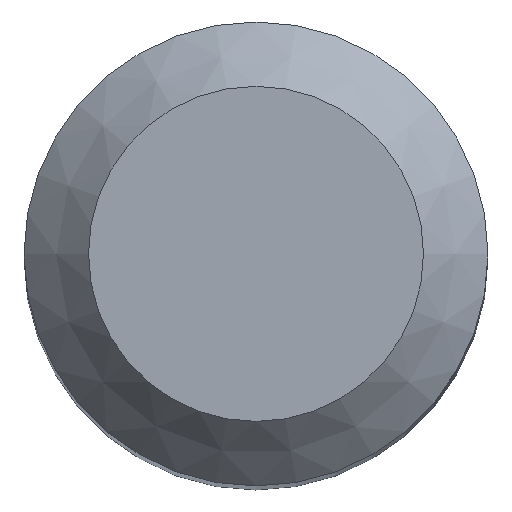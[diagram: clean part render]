
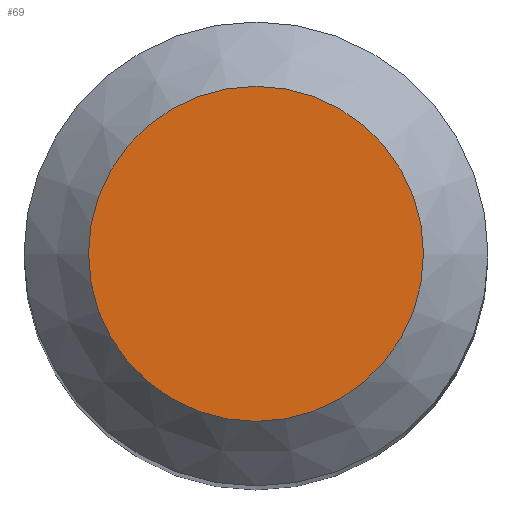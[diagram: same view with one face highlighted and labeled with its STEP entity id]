
A CAD part, top view. The second image highlights one B-rep face of the part: STEP entity #69.
In plain terms, the highlighted planar face has unit normal (0, 0, 1).
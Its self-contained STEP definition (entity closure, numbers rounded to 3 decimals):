
#69=ADVANCED_FACE('',(#80),#77,.T.);
#77=PLANE('',#183);
#80=FACE_OUTER_BOUND('',#87,.T.);
#87=EDGE_LOOP('',(#103));
#103=ORIENTED_EDGE('',*,*,#126,.F.);
#117=VERTEX_POINT('',#273);
#126=EDGE_CURVE('',#117,#117,#134,.T.);
#134=CIRCLE('',#182,5.055);
#182=AXIS2_PLACEMENT_3D('',#272,#214,#215);
#183=AXIS2_PLACEMENT_3D('',#274,#216,#217);
#214=DIRECTION('',(0.,0.,-1.));
#215=DIRECTION('',(1.,0.,0.));
#216=DIRECTION('',(0.,0.,1.));
#217=DIRECTION('',(-1.,0.,0.));
#272=CARTESIAN_POINT('',(0.,0.,0.));
#273=CARTESIAN_POINT('',(5.055,0.,0.));
#274=CARTESIAN_POINT('',(5.055,0.,0.));
